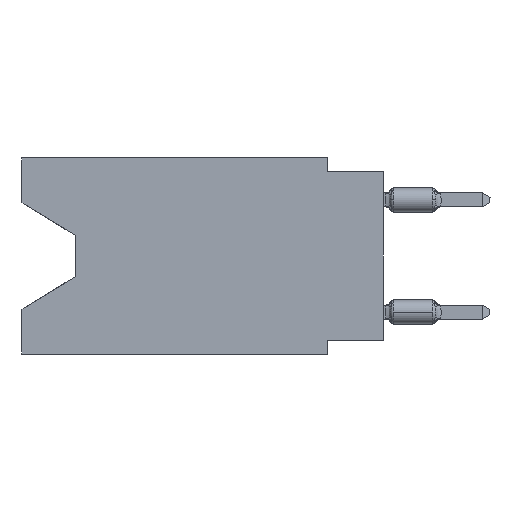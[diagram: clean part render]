
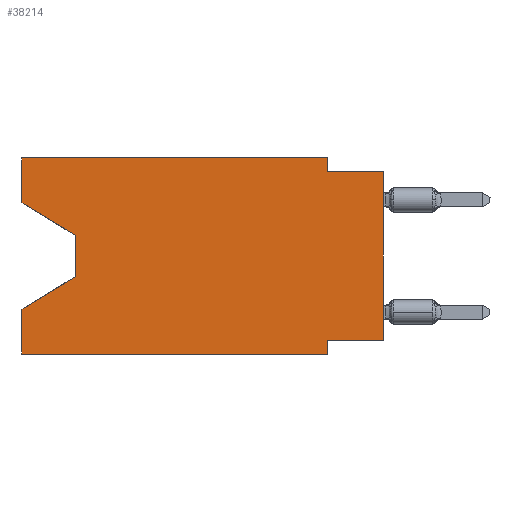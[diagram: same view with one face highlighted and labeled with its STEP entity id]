
A CAD part, left-side view. The second image highlights one B-rep face of the part: STEP entity #38214.
In plain terms, the highlighted planar face has unit normal (-1, 0, 0).
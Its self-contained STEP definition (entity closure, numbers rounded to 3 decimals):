
#47 = ORIENTED_EDGE ( 'NONE', *, *, #12976, .F. ) ;
#194 = CARTESIAN_POINT ( 'NONE',  ( 0., 0., -0.635 ) ) ;
#248 = DIRECTION ( 'NONE',  ( 0., 0., 1. ) ) ;
#1672 = VERTEX_POINT ( 'NONE', #34276 ) ;
#2135 = CARTESIAN_POINT ( 'NONE',  ( 0., 16.383, -2.038 ) ) ;
#3183 = LINE ( 'NONE', #17059, #18781 ) ;
#3508 = LINE ( 'NONE', #29991, #18481 ) ;
#4470 = EDGE_CURVE ( 'NONE', #31787, #27124, #10428, .T. ) ;
#4999 = DIRECTION ( 'NONE',  ( 0., 0., 1. ) ) ;
#5033 = FACE_OUTER_BOUND ( 'NONE', #24154, .T. ) ;
#5549 = LINE ( 'NONE', #19004, #37284 ) ;
#5768 = DIRECTION ( 'NONE',  ( 0., -1., 0. ) ) ;
#7296 = LINE ( 'NONE', #33970, #30318 ) ;
#7701 = DIRECTION ( 'NONE',  ( 0., 0., -1. ) ) ;
#8113 = LINE ( 'NONE', #8747, #18177 ) ;
#8227 = LINE ( 'NONE', #21463, #22559 ) ;
#8258 = LINE ( 'NONE', #14132, #27139 ) ;
#8747 = CARTESIAN_POINT ( 'NONE',  ( 0., 2.54, -8.89 ) ) ;
#9257 = ORIENTED_EDGE ( 'NONE', *, *, #22986, .T. ) ;
#9454 = EDGE_CURVE ( 'NONE', #33437, #31787, #41442, .T. ) ;
#10282 = ORIENTED_EDGE ( 'NONE', *, *, #42277, .F. ) ;
#10428 = LINE ( 'NONE', #20421, #12751 ) ;
#10431 = ORIENTED_EDGE ( 'NONE', *, *, #32422, .F. ) ;
#11728 = CARTESIAN_POINT ( 'NONE',  ( 0., 13.97, -3.505 ) ) ;
#11952 = CARTESIAN_POINT ( 'NONE',  ( 0., 0., -0.635 ) ) ;
#11967 = CARTESIAN_POINT ( 'NONE',  ( 0., 16.383, 0. ) ) ;
#12158 = DIRECTION ( 'NONE',  ( 0., 0., -1. ) ) ;
#12751 = VECTOR ( 'NONE', #20197, 1000. ) ;
#12976 = EDGE_CURVE ( 'NONE', #24381, #13078, #13775, .T. ) ;
#13078 = VERTEX_POINT ( 'NONE', #30715 ) ;
#13612 = ORIENTED_EDGE ( 'NONE', *, *, #4470, .T. ) ;
#13775 = LINE ( 'NONE', #23975, #41181 ) ;
#13985 = EDGE_CURVE ( 'NONE', #13078, #25253, #23004, .T. ) ;
#14132 = CARTESIAN_POINT ( 'NONE',  ( 0., 16.383, 0. ) ) ;
#14894 = EDGE_CURVE ( 'NONE', #15566, #38825, #3508, .T. ) ;
#15566 = VERTEX_POINT ( 'NONE', #2135 ) ;
#16565 = VERTEX_POINT ( 'NONE', #20228 ) ;
#17059 = CARTESIAN_POINT ( 'NONE',  ( 0., 16.383, -2.038 ) ) ;
#18177 = VECTOR ( 'NONE', #25447, 1000. ) ;
#18201 = DIRECTION ( 'NONE',  ( 0., -1., 0. ) ) ;
#18481 = VECTOR ( 'NONE', #248, 1000. ) ;
#18781 = VECTOR ( 'NONE', #36160, 1000. ) ;
#19004 = CARTESIAN_POINT ( 'NONE',  ( 0., 16.383, -8.89 ) ) ;
#19609 = EDGE_CURVE ( 'NONE', #1672, #32781, #8113, .T. ) ;
#19785 = LINE ( 'NONE', #22839, #42160 ) ;
#20197 = DIRECTION ( 'NONE',  ( 0., 0.855, -0.519 ) ) ;
#20228 = CARTESIAN_POINT ( 'NONE',  ( 0., 0., -8.255 ) ) ;
#20421 = CARTESIAN_POINT ( 'NONE',  ( 0., 13.97, -5.385 ) ) ;
#21463 = CARTESIAN_POINT ( 'NONE',  ( 0., 16.383, 0. ) ) ;
#21687 = ORIENTED_EDGE ( 'NONE', *, *, #25563, .T. ) ;
#22016 = VECTOR ( 'NONE', #12158, 1000. ) ;
#22559 = VECTOR ( 'NONE', #18201, 1000. ) ;
#22775 = ORIENTED_EDGE ( 'NONE', *, *, #28781, .F. ) ;
#22839 = CARTESIAN_POINT ( 'NONE',  ( 0., 0., -8.255 ) ) ;
#22986 = EDGE_CURVE ( 'NONE', #28303, #32781, #5549, .T. ) ;
#23004 = LINE ( 'NONE', #194, #31581 ) ;
#23090 = ORIENTED_EDGE ( 'NONE', *, *, #14894, .F. ) ;
#23114 = CARTESIAN_POINT ( 'NONE',  ( 0., 2.54, 0. ) ) ;
#23975 = CARTESIAN_POINT ( 'NONE',  ( 0., 2.54, 0. ) ) ;
#24154 = EDGE_LOOP ( 'NONE', ( #36156, #32929, #13612, #10431, #9257, #41155, #22775, #21687, #39504, #47, #10282, #23090 ) ) ;
#24381 = VERTEX_POINT ( 'NONE', #23114 ) ;
#24773 = PLANE ( 'NONE',  #29313 ) ;
#25253 = VERTEX_POINT ( 'NONE', #11952 ) ;
#25447 = DIRECTION ( 'NONE',  ( 0., 0., -1. ) ) ;
#25563 = EDGE_CURVE ( 'NONE', #16565, #25253, #7296, .T. ) ;
#27124 = VERTEX_POINT ( 'NONE', #42614 ) ;
#27139 = VECTOR ( 'NONE', #4999, 1000. ) ;
#27862 = EDGE_CURVE ( 'NONE', #15566, #33437, #3183, .T. ) ;
#28303 = VERTEX_POINT ( 'NONE', #29611 ) ;
#28781 = EDGE_CURVE ( 'NONE', #16565, #1672, #19785, .T. ) ;
#29285 = CARTESIAN_POINT ( 'NONE',  ( 0., 2.54, -8.89 ) ) ;
#29313 = AXIS2_PLACEMENT_3D ( 'NONE', #11967, #41900, #38012 ) ;
#29611 = CARTESIAN_POINT ( 'NONE',  ( 0., 16.383, -8.89 ) ) ;
#29991 = CARTESIAN_POINT ( 'NONE',  ( 0., 16.383, 0. ) ) ;
#30318 = VECTOR ( 'NONE', #40901, 1000. ) ;
#30715 = CARTESIAN_POINT ( 'NONE',  ( 0., 2.54, -0.635 ) ) ;
#31581 = VECTOR ( 'NONE', #36649, 1000. ) ;
#31787 = VERTEX_POINT ( 'NONE', #36524 ) ;
#32422 = EDGE_CURVE ( 'NONE', #28303, #27124, #8258, .T. ) ;
#32781 = VERTEX_POINT ( 'NONE', #29285 ) ;
#32929 = ORIENTED_EDGE ( 'NONE', *, *, #9454, .T. ) ;
#33053 = CARTESIAN_POINT ( 'NONE',  ( 0., 13.97, -3.505 ) ) ;
#33437 = VERTEX_POINT ( 'NONE', #33053 ) ;
#33970 = CARTESIAN_POINT ( 'NONE',  ( 0., 0., 0. ) ) ;
#34276 = CARTESIAN_POINT ( 'NONE',  ( 0., 2.54, -8.255 ) ) ;
#36056 = DIRECTION ( 'NONE',  ( 0., 1., 0. ) ) ;
#36156 = ORIENTED_EDGE ( 'NONE', *, *, #27862, .T. ) ;
#36160 = DIRECTION ( 'NONE',  ( 0., -0.855, -0.519 ) ) ;
#36524 = CARTESIAN_POINT ( 'NONE',  ( 0., 13.97, -5.385 ) ) ;
#36649 = DIRECTION ( 'NONE',  ( 0., -1., 0. ) ) ;
#37284 = VECTOR ( 'NONE', #5768, 1000. ) ;
#38012 = DIRECTION ( 'NONE',  ( 0., 0., -1. ) ) ;
#38214 = ADVANCED_FACE ( 'NONE', ( #5033 ), #24773, .F. ) ;
#38825 = VERTEX_POINT ( 'NONE', #42858 ) ;
#39504 = ORIENTED_EDGE ( 'NONE', *, *, #13985, .F. ) ;
#40901 = DIRECTION ( 'NONE',  ( 0., 0., 1. ) ) ;
#41155 = ORIENTED_EDGE ( 'NONE', *, *, #19609, .F. ) ;
#41181 = VECTOR ( 'NONE', #7701, 1000. ) ;
#41442 = LINE ( 'NONE', #11728, #22016 ) ;
#41900 = DIRECTION ( 'NONE',  ( 1., 0., 0. ) ) ;
#42160 = VECTOR ( 'NONE', #36056, 1000. ) ;
#42277 = EDGE_CURVE ( 'NONE', #38825, #24381, #8227, .T. ) ;
#42614 = CARTESIAN_POINT ( 'NONE',  ( 0., 16.383, -6.852 ) ) ;
#42858 = CARTESIAN_POINT ( 'NONE',  ( 0., 16.383, 0. ) ) ;
